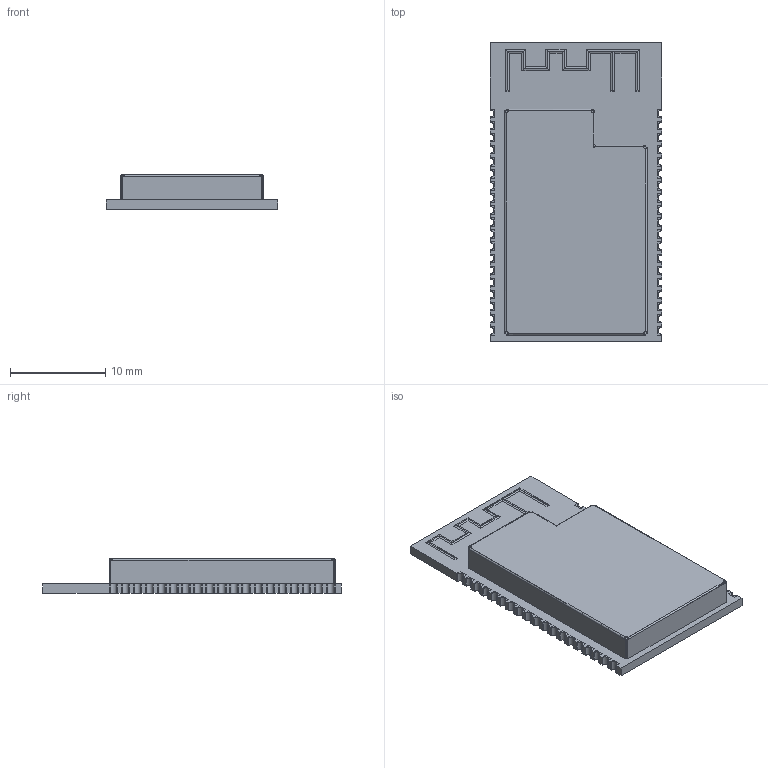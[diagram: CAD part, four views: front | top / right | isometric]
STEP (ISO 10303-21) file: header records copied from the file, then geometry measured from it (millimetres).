
FILE_DESCRIPTION(('FreeCAD Model'),'2;1');
FILE_NAME('Open CASCADE Shape Model','2022-04-01T09:57:52',( 'kicad StepUp'),('ksu MCAD'),'Open CASCADE STEP processor 7.5', 'FreeCAD','Unknown');
FILE_SCHEMA(('AUTOMOTIVE_DESIGN { 1 0 10303 214 1 1 1 1 }'));
Length unit declared in the file: millimetre
Products named in the file (1): ESP32-WROVER-E
Bounding box: 18 x 31.4 x 3.65 mm (x, y, z)
Volume: 610.7 mm3; surface area: 2515.1 mm2
Topology: 41 solids, 41 shells, 779 faces, 2037 edges, 1342 vertices
Faces by surface type: plane 620, cylinder 147, bspline 12
Entity records: 29605 total; most frequent: CARTESIAN_POINT 4559, ORIENTED_EDGE 4074, DIRECTION 3715, EDGE_CURVE 2037, LINE 1751, VECTOR 1751, VERTEX_POINT 1342, AXIS2_PLACEMENT_3D 982
